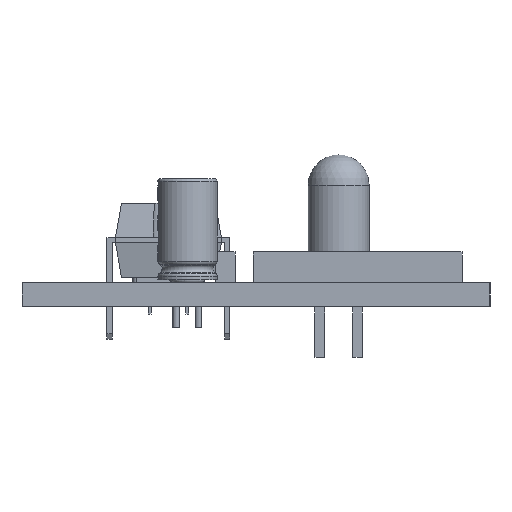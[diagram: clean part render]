
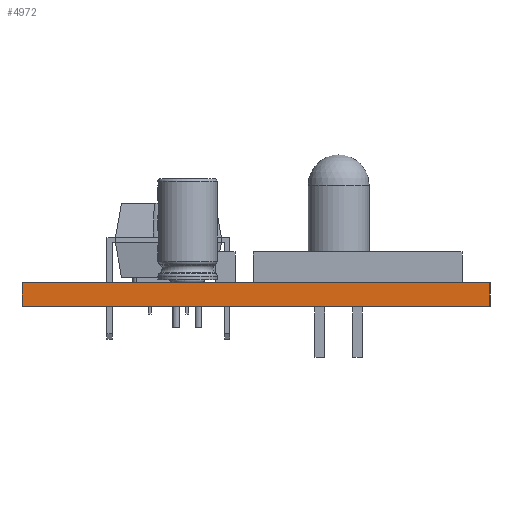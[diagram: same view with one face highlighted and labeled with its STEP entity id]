
A CAD part, left-side view. The second image highlights one B-rep face of the part: STEP entity #4972.
In plain terms, the highlighted planar face has unit normal (-1, 0, 0).
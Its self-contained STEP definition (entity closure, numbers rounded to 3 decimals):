
#175=PLANE('',#5383);
#405=FACE_OUTER_BOUND('',#674,.T.);
#674=EDGE_LOOP('',(#3429,#3430,#3431,#3432));
#1010=LINE('',#7307,#1540);
#1018=LINE('',#7322,#1548);
#1019=LINE('',#7324,#1549);
#1020=LINE('',#7325,#1550);
#1540=VECTOR('',#5931,10.);
#1548=VECTOR('',#5943,10.);
#1549=VECTOR('',#5946,10.);
#1550=VECTOR('',#5947,10.);
#2242=VERTEX_POINT('',#7304);
#2243=VERTEX_POINT('',#7306);
#2247=VERTEX_POINT('',#7318);
#2248=VERTEX_POINT('',#7320);
#2710=EDGE_CURVE('',#2242,#2243,#1010,.T.);
#2718=EDGE_CURVE('',#2247,#2248,#1018,.T.);
#2719=EDGE_CURVE('',#2242,#2247,#1019,.T.);
#2720=EDGE_CURVE('',#2243,#2248,#1020,.T.);
#3429=ORIENTED_EDGE('',*,*,#2719,.T.);
#3430=ORIENTED_EDGE('',*,*,#2718,.T.);
#3431=ORIENTED_EDGE('',*,*,#2720,.F.);
#3432=ORIENTED_EDGE('',*,*,#2710,.F.);
#4972=ADVANCED_FACE('',(#405),#175,.T.);
#5383=AXIS2_PLACEMENT_3D('',#7323,#5944,#5945);
#5931=DIRECTION('',(0.,0.,1.));
#5943=DIRECTION('',(0.,0.,1.));
#5944=DIRECTION('center_axis',(-1.,0.,0.));
#5945=DIRECTION('ref_axis',(0.,-1.,0.));
#5946=DIRECTION('',(0.,-1.,0.));
#5947=DIRECTION('',(0.,-1.,0.));
#7304=CARTESIAN_POINT('',(0.,31.42,0.));
#7306=CARTESIAN_POINT('',(0.,31.42,1.57));
#7307=CARTESIAN_POINT('',(0.,31.42,0.));
#7318=CARTESIAN_POINT('',(0.01,0.,0.));
#7320=CARTESIAN_POINT('',(0.01,0.,1.57));
#7322=CARTESIAN_POINT('',(0.01,0.,0.));
#7323=CARTESIAN_POINT('Origin',(0.,31.42,0.));
#7324=CARTESIAN_POINT('',(0.,31.42,0.));
#7325=CARTESIAN_POINT('',(0.,31.42,1.57));
